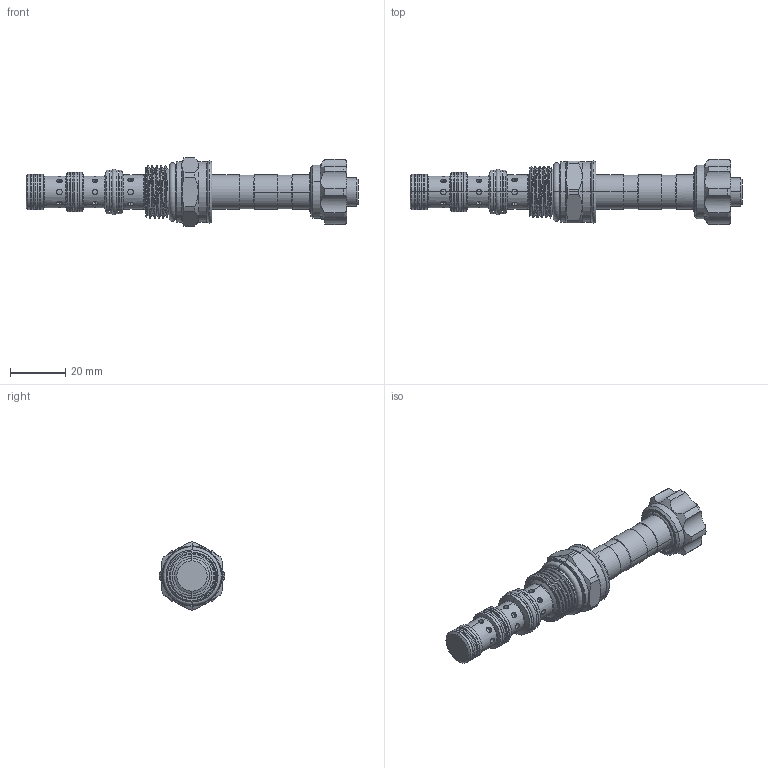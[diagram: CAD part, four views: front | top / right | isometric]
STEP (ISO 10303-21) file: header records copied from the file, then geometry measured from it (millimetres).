
FILE_DESCRIPTION (( 'STEP AP203' ), '1' );
FILE_NAME ('ES08W4A10M04.STEP', '2016-09-06T03:28:46', ( '' ), ( '' ), 'SwSTEP 2.0', 'SolidWorks 2012', '' );
FILE_SCHEMA (( 'CONFIG_CONTROL_DESIGN' ));
Length unit declared in the file: millimetre
Products named in the file (1): ES08W4A10M04
Bounding box: 120.25 x 23.79 x 24.65 mm (x, y, z)
Volume: 22433.7 mm3; surface area: 10992.6 mm2
Topology: 5 solids, 5 shells, 369 faces, 838 edges, 520 vertices
Faces by surface type: cylinder 207, torus 64, cone 49, plane 43, bspline 6
Entity records: 15916 total; most frequent: CARTESIAN_POINT 7721, DIRECTION 1721, ORIENTED_EDGE 1676, EDGE_CURVE 838, AXIS2_PLACEMENT_3D 739, VERTEX_POINT 520, EDGE_LOOP 420, CIRCLE 375
